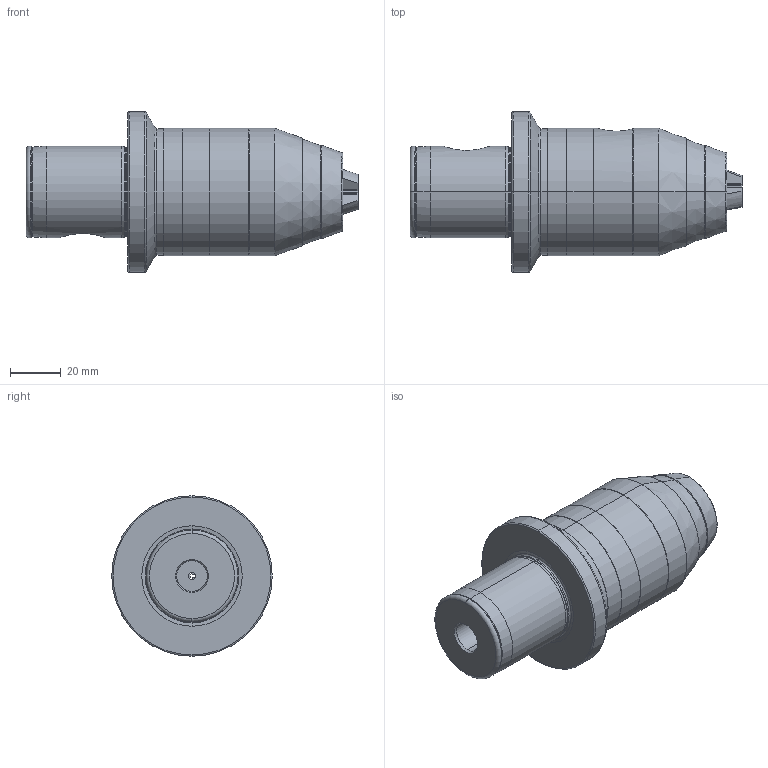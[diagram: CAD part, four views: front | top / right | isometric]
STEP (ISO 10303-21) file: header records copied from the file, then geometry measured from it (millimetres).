
FILE_DESCRIPTION (( 'STEP AP214' ), '1' );
FILE_NAME ('WH6.BF1.K01.084.STEP', '2024-05-02T06:41:22', ( '' ), ( '' ), 'SwSTEP 2.0', 'SolidWorks 2022', '' );
FILE_SCHEMA (( 'AUTOMOTIVE_DESIGN' ));
Length unit declared in the file: millimetre
Products named in the file (6): Bohrfutterø1-13_A; WH6.BF1.K01.084; WH6-BF2.K01.014; Bohrfutter ø1-13_geschlossen; ISO 4026 - M12 x 20; Backe ø1-13
Assembly tree (7 placements, depth 3):
  WH6.BF1.K01.084
    WH6-BF2.K01.014
    Bohrfutter ø1-13_geschlossen
      Bohrfutterø1-13_A
      Backe ø1-13  x3
      ISO 4026 - M12 x 20
Bounding box: 130.3 x 63 x 63 mm (x, y, z)
Volume: 165909.9 mm3; surface area: 40830.8 mm2
Topology: 6 solids, 6 shells, 215 faces, 476 edges, 283 vertices
Faces by surface type: cylinder 58, plane 57, cone 55, torus 45
Entity records: 5873 total; most frequent: CARTESIAN_POINT 1357, DIRECTION 997, ORIENTED_EDGE 792, AXIS2_PLACEMENT_3D 425, EDGE_CURVE 396, VERTEX_POINT 231, CIRCLE 229, EDGE_LOOP 207
